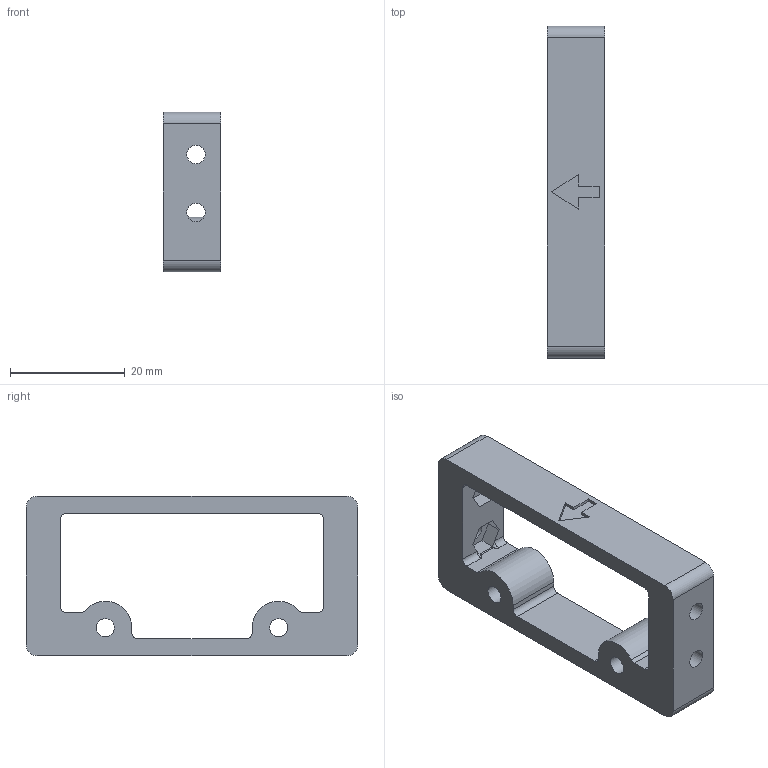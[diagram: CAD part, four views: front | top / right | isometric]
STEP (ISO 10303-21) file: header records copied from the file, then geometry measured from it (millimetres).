
FILE_DESCRIPTION(('FreeCAD Model'),'2;1');
FILE_NAME('Base icebot v2.step','2020-05-06T09:46:51',('Author'),(''), 'Open CASCADE STEP processor 7.3','FreeCAD','Unknown');
FILE_SCHEMA(('AUTOMOTIVE_DESIGN { 1 0 10303 214 1 1 1 1 }'));
Length unit declared in the file: millimetre
Products named in the file (1): base_fin001
Bounding box: 10 x 57.8 x 27.8 mm (x, y, z)
Volume: 6630.6 mm3; surface area: 5041.4 mm2
Topology: 1 solids, 1 shells, 92 faces, 247 edges, 162 vertices
Faces by surface type: plane 64, cylinder 22, bspline 6
Full cylindrical faces by diameter (mm): 3.2 x6
Entity records: 7398 total; most frequent: CARTESIAN_POINT 1974, DIRECTION 823, LINE 543, VECTOR 543, ORIENTED_EDGE 494, PCURVE 494, DEFINITIONAL_REPRESENTATION 494, EDGE_CURVE 247
